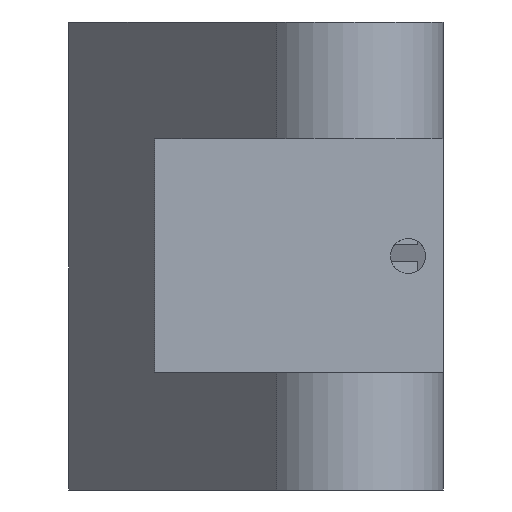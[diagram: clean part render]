
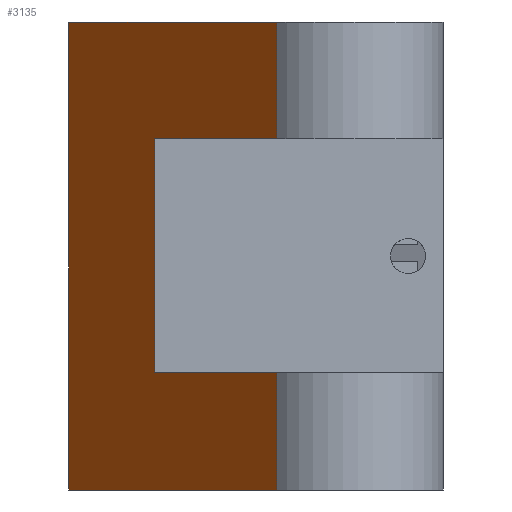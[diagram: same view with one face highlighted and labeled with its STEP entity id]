
A CAD part, left-side view. The second image highlights one B-rep face of the part: STEP entity #3135.
In plain terms, the highlighted planar face has unit normal (-0.625, 0.781, 0).
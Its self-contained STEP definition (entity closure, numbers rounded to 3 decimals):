
#348=FACE_OUTER_BOUND('',#525,.T.);
#525=EDGE_LOOP('',(#2776,#2777,#2778,#2779,#2780,#2781,#2782,#2783));
#800=LINE('',#4839,#1134);
#846=LINE('',#5197,#1180);
#862=LINE('',#5267,#1196);
#865=LINE('',#5273,#1199);
#866=LINE('',#5279,#1200);
#867=LINE('',#5283,#1201);
#868=LINE('',#5285,#1202);
#869=LINE('',#5286,#1203);
#1134=VECTOR('',#3915,10.);
#1180=VECTOR('',#4115,10.);
#1196=VECTOR('',#4175,10.);
#1199=VECTOR('',#4182,10.);
#1200=VECTOR('',#4189,10.);
#1201=VECTOR('',#4194,10.);
#1202=VECTOR('',#4195,10.);
#1203=VECTOR('',#4196,10.);
#1400=VERTEX_POINT('',#4836);
#1401=VERTEX_POINT('',#4838);
#1488=VERTEX_POINT('',#5195);
#1495=VERTEX_POINT('',#5265);
#1496=VERTEX_POINT('',#5266);
#1497=VERTEX_POINT('',#5271);
#1499=VERTEX_POINT('',#5277);
#1501=VERTEX_POINT('',#5284);
#1789=EDGE_CURVE('',#1400,#1401,#800,.T.);
#1906=EDGE_CURVE('',#1488,#1400,#846,.T.);
#1930=EDGE_CURVE('',#1495,#1496,#862,.T.);
#1934=EDGE_CURVE('',#1497,#1495,#865,.T.);
#1937=EDGE_CURVE('',#1496,#1499,#866,.T.);
#1939=EDGE_CURVE('',#1401,#1499,#867,.T.);
#1940=EDGE_CURVE('',#1488,#1501,#868,.T.);
#1941=EDGE_CURVE('',#1497,#1501,#869,.T.);
#2776=ORIENTED_EDGE('',*,*,#1934,.T.);
#2777=ORIENTED_EDGE('',*,*,#1930,.T.);
#2778=ORIENTED_EDGE('',*,*,#1937,.T.);
#2779=ORIENTED_EDGE('',*,*,#1939,.F.);
#2780=ORIENTED_EDGE('',*,*,#1789,.F.);
#2781=ORIENTED_EDGE('',*,*,#1906,.F.);
#2782=ORIENTED_EDGE('',*,*,#1940,.T.);
#2783=ORIENTED_EDGE('',*,*,#1941,.F.);
#2989=PLANE('',#3393);
#3135=ADVANCED_FACE('',(#348),#2989,.T.);
#3393=AXIS2_PLACEMENT_3D('',#5282,#4192,#4193);
#3915=DIRECTION('',(-0.781,-0.625,0.));
#4115=DIRECTION('',(0.,0.,1.));
#4175=DIRECTION('',(0.,0.,1.));
#4182=DIRECTION('',(0.781,0.625,0.));
#4189=DIRECTION('',(-0.781,-0.625,0.));
#4192=DIRECTION('center_axis',(-0.625,0.781,0.));
#4193=DIRECTION('ref_axis',(-0.781,-0.625,0.));
#4194=DIRECTION('',(0.,0.,-1.));
#4195=DIRECTION('',(-0.781,-0.625,0.));
#4196=DIRECTION('',(0.,0.,-1.));
#4836=CARTESIAN_POINT('',(20.,16.,20.));
#4838=CARTESIAN_POINT('',(8.904,7.123,20.));
#4839=CARTESIAN_POINT('',(20.,16.,20.));
#5195=CARTESIAN_POINT('',(20.,16.,0.));
#5197=CARTESIAN_POINT('',(20.,16.,0.));
#5265=CARTESIAN_POINT('',(15.403,12.322,5.));
#5266=CARTESIAN_POINT('',(15.403,12.322,15.));
#5267=CARTESIAN_POINT('',(15.403,12.322,7.5));
#5271=CARTESIAN_POINT('',(8.904,7.123,5.));
#5273=CARTESIAN_POINT('',(14.696,11.757,5.));
#5277=CARTESIAN_POINT('',(8.904,7.123,15.));
#5279=CARTESIAN_POINT('',(12.257,9.806,15.));
#5282=CARTESIAN_POINT('Origin',(20.,16.,0.));
#5283=CARTESIAN_POINT('',(8.904,7.123,0.));
#5284=CARTESIAN_POINT('',(8.904,7.123,0.));
#5285=CARTESIAN_POINT('',(20.,16.,0.));
#5286=CARTESIAN_POINT('',(8.904,7.123,0.));
